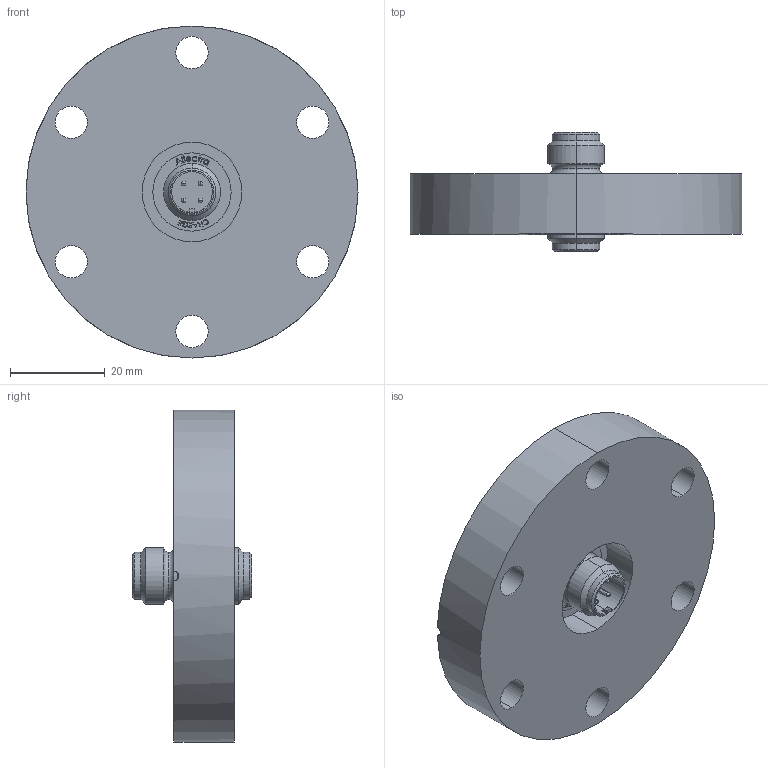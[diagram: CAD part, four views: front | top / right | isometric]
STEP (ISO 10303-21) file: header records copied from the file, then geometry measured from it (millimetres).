
FILE_DESCRIPTION (( 'STEP AP214' ), '1' );
FILE_NAME ('220-M12X4-C40-LN.STEP', '2021-05-18T09:17:37', ( '' ), ( '' ), 'SwSTEP 2.0', 'SolidWorks 2017', '' );
FILE_SCHEMA (( 'AUTOMOTIVE_DESIGN' ));
Length unit declared in the file: millimetre
Products named in the file (5): 220-M12X4_220-M12X4; 9220-M12x4-W_Laserbeschr; 9220-PIN-FENI_pin vergd; 220-M12X4-C40-LN; 9220-M12X4-C40-LN_415-CFB40-LN
Assembly tree (7 placements, depth 3):
  220-M12X4-C40-LN
    9220-M12X4-C40-LN_415-CFB40-LN
    220-M12X4_220-M12X4
      9220-M12x4-W_Laserbeschr
      9220-PIN-FENI_pin vergd  x4
Bounding box: 69.9 x 25.1 x 69.9 mm (x, y, z)
Volume: 41992.5 mm3; surface area: 14749.7 mm2
Topology: 6 solids, 6 shells, 300 faces, 788 edges, 507 vertices
Faces by surface type: plane 142, cylinder 58, bspline 55, cone 17, sphere 16, torus 12
Entity records: 11851 total; most frequent: CARTESIAN_POINT 4997, ORIENTED_EDGE 1460, DIRECTION 1229, EDGE_CURVE 730, VERTEX_POINT 477, LINE 439, VECTOR 439, AXIS2_PLACEMENT_3D 395
